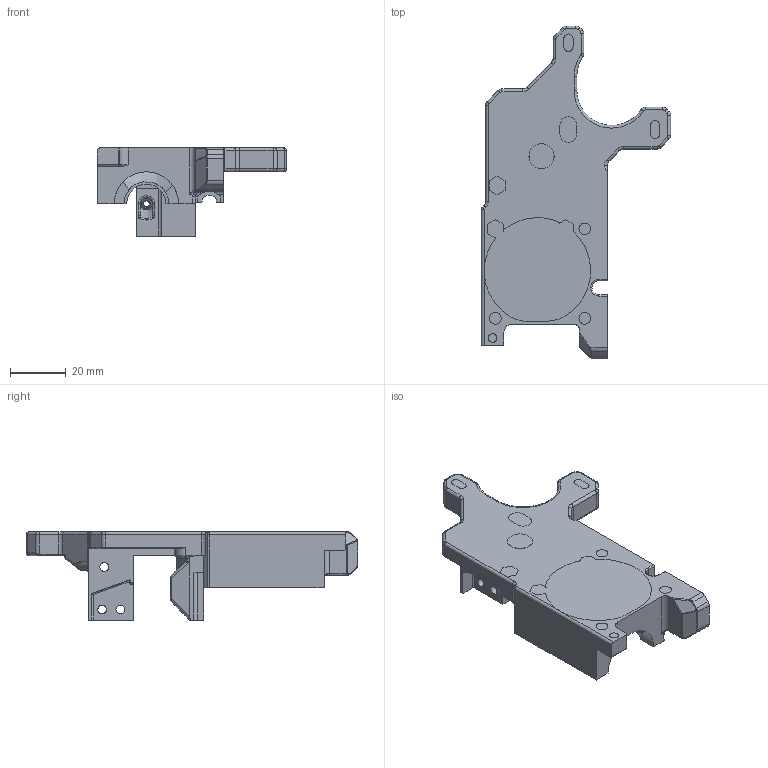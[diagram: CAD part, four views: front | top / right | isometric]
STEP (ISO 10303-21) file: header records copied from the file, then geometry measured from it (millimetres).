
FILE_DESCRIPTION (( 'STEP AP214' ), '1' );
FILE_NAME ('B_2.STEP', '2024-10-12T22:38:10', ( '' ), ( '' ), 'SwSTEP 2.0', 'SolidWorks 2024', '' );
FILE_SCHEMA (( 'AUTOMOTIVE_DESIGN' ));
Length unit declared in the file: millimetre
Products named in the file (1): B_2
Bounding box: 67.6 x 118.62 x 31.5 mm (x, y, z)
Volume: 40090.9 mm3; surface area: 20797.6 mm2
Topology: 3 solids, 3 shells, 494 faces, 1257 edges, 765 vertices
Faces by surface type: cylinder 197, plane 161, torus 63, bspline 57, cone 9, sphere 7
Entity records: 17253 total; most frequent: CARTESIAN_POINT 5791, ORIENTED_EDGE 2470, DIRECTION 2349, EDGE_CURVE 1235, AXIS2_PLACEMENT_3D 877, VERTEX_POINT 763, VECTOR 595, LINE 595
